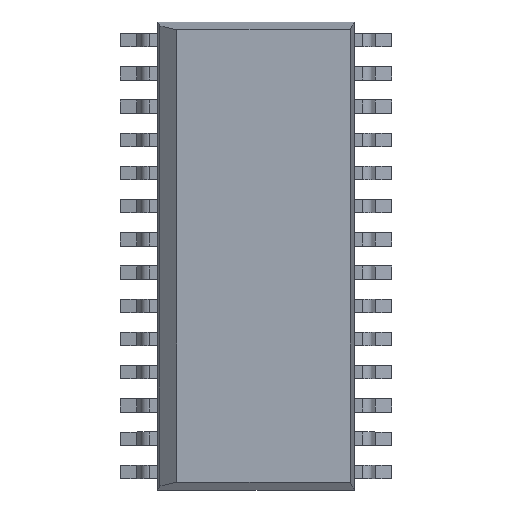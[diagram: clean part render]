
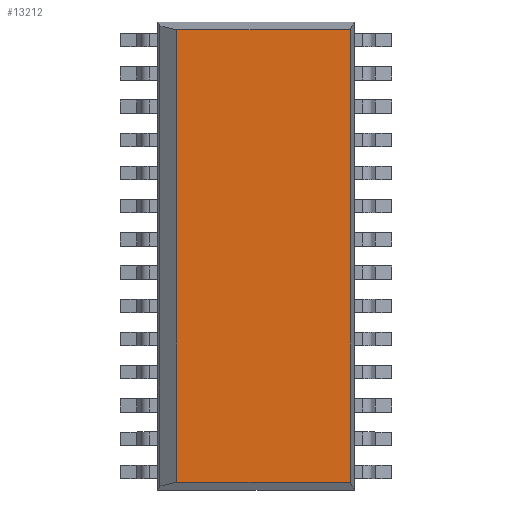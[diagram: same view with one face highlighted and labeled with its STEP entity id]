
A CAD part, top view. The second image highlights one B-rep face of the part: STEP entity #13212.
In plain terms, the highlighted free-form (B-spline) face has degree [1, 1] with [2, 2] control points.
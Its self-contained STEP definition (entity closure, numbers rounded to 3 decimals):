
#13099=CARTESIAN_POINT('',(3.6,8.65,2.65));
#13100=VERTEX_POINT('',#13099);
#13125=CARTESIAN_POINT('',(-3.025,8.65,2.65));
#13126=VERTEX_POINT('',#13125);
#13133=CARTESIAN_POINT('',(-3.025,8.65,2.65));
#13134=DIRECTION('',(1.0,0.0,0.0));
#13135=VECTOR('',#13134,6.625);
#13136=LINE('',#13133,#13135);
#13137=EDGE_CURVE('',#13126,#13100,#13136,.T.);
#13148=CARTESIAN_POINT('',(3.6,-8.65,2.65));
#13149=VERTEX_POINT('',#13148);
#13150=CARTESIAN_POINT('',(3.6,8.65,2.65));
#13151=DIRECTION('',(0.0,-1.0,0.0));
#13152=VECTOR('',#13151,17.3);
#13153=LINE('',#13150,#13152);
#13154=EDGE_CURVE('',#13100,#13149,#13153,.T.);
#13189=CARTESIAN_POINT('',(3.6,-8.65,2.65));
#13190=CARTESIAN_POINT('',(3.6,8.65,2.65));
#13191=CARTESIAN_POINT('',(-3.025,-8.65,2.65));
#13192=CARTESIAN_POINT('',(-3.025,8.65,2.65));
#13193=B_SPLINE_SURFACE_WITH_KNOTS('',1,1,((#13189,#13191),(#13190,#13192)),.UNSPECIFIED.,.F.,.F.,.U.,(2,2),(2,2),(0.0,17.3),(0.0,6.625),.UNSPECIFIED.);
#13194=ORIENTED_EDGE('',*,*,#13137,.F.);
#13195=CARTESIAN_POINT('',(-3.025,-8.65,2.65));
#13196=VERTEX_POINT('',#13195);
#13197=CARTESIAN_POINT('',(-3.025,-8.65,2.65));
#13198=DIRECTION('',(0.0,1.0,0.0));
#13199=VECTOR('',#13198,17.3);
#13200=LINE('',#13197,#13199);
#13201=EDGE_CURVE('',#13196,#13126,#13200,.T.);
#13202=ORIENTED_EDGE('',*,*,#13201,.F.);
#13203=CARTESIAN_POINT('',(3.6,-8.65,2.65));
#13204=DIRECTION('',(-1.0,0.0,0.0));
#13205=VECTOR('',#13204,6.625);
#13206=LINE('',#13203,#13205);
#13207=EDGE_CURVE('',#13149,#13196,#13206,.T.);
#13208=ORIENTED_EDGE('',*,*,#13207,.F.);
#13209=ORIENTED_EDGE('',*,*,#13154,.F.);
#13210=EDGE_LOOP('',(#13194,#13202,#13208,#13209));
#13211=FACE_OUTER_BOUND('',#13210,.T.);
#13212=ADVANCED_FACE('',(#13211),#13193,.T.);
